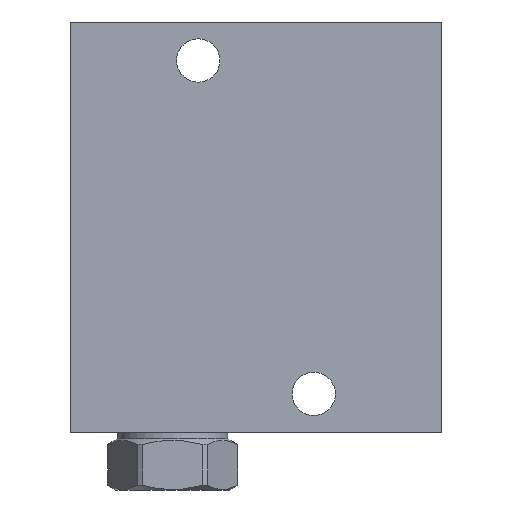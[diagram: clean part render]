
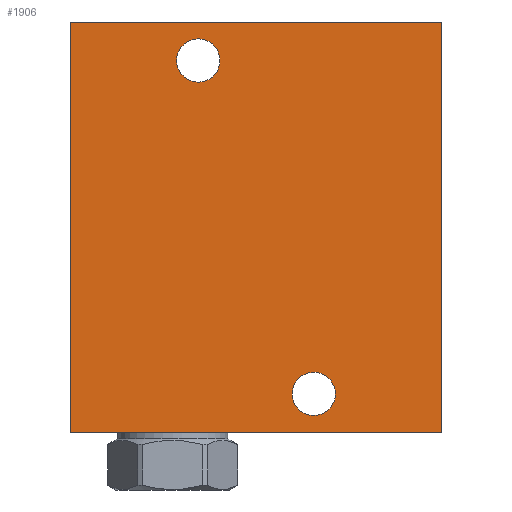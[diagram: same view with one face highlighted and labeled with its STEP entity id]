
A CAD part, front view. The second image highlights one B-rep face of the part: STEP entity #1906.
In plain terms, the highlighted planar face has unit normal (0, -1, 0).
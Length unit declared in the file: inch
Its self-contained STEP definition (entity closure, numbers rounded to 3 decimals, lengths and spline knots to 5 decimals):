
#5=DIRECTION('',(1.,0.,0.));
#6=VECTOR('',#5,3.625);
#7=CARTESIAN_POINT('',(0.,-1.5,0.));
#8=LINE('',#7,#6);
#75=DIRECTION('',(0.,0.,1.));
#76=VECTOR('',#75,4.);
#77=CARTESIAN_POINT('',(3.625,-1.5,0.));
#78=LINE('',#77,#76);
#99=DIRECTION('',(0.,0.,1.));
#100=VECTOR('',#99,4.);
#101=CARTESIAN_POINT('',(0.,-1.5,0.));
#102=LINE('',#101,#100);
#103=CARTESIAN_POINT('',(1.25,-1.5,3.625));
#104=DIRECTION('',(0.,-1.,0.));
#105=DIRECTION('',(-1.,0.,0.));
#106=AXIS2_PLACEMENT_3D('',#103,#104,#105);
#108=CARTESIAN_POINT('',(1.25,-1.5,3.625));
#109=DIRECTION('',(0.,-1.,0.));
#110=DIRECTION('',(1.,0.,0.));
#111=AXIS2_PLACEMENT_3D('',#108,#109,#110);
#113=CARTESIAN_POINT('',(2.375,-1.5,0.375));
#114=DIRECTION('',(0.,-1.,0.));
#115=DIRECTION('',(-1.,0.,0.));
#116=AXIS2_PLACEMENT_3D('',#113,#114,#115);
#118=CARTESIAN_POINT('',(2.375,-1.5,0.375));
#119=DIRECTION('',(0.,-1.,0.));
#120=DIRECTION('',(1.,0.,0.));
#121=AXIS2_PLACEMENT_3D('',#118,#119,#120);
#135=DIRECTION('',(1.,0.,0.));
#136=VECTOR('',#135,3.625);
#137=CARTESIAN_POINT('',(0.,-1.5,4.));
#138=LINE('',#137,#136);
#1565=CARTESIAN_POINT('',(0.,-1.5,0.));
#1567=VERTEX_POINT('',#1565);
#1568=CARTESIAN_POINT('',(3.625,-1.5,0.));
#1569=VERTEX_POINT('',#1568);
#1573=CARTESIAN_POINT('',(0.,-1.5,4.));
#1575=VERTEX_POINT('',#1573);
#1576=CARTESIAN_POINT('',(3.625,-1.5,4.));
#1577=VERTEX_POINT('',#1576);
#1679=CARTESIAN_POINT('',(1.039,-1.5,3.625));
#1680=CARTESIAN_POINT('',(1.461,-1.5,3.625));
#1681=VERTEX_POINT('',#1679);
#1682=VERTEX_POINT('',#1680);
#1687=CARTESIAN_POINT('',(2.164,-1.5,0.375));
#1688=CARTESIAN_POINT('',(2.586,-1.5,0.375));
#1689=VERTEX_POINT('',#1687);
#1690=VERTEX_POINT('',#1688);
#1882=CARTESIAN_POINT('',(0.,-1.5,0.));
#1883=DIRECTION('',(0.,-1.,0.));
#1884=DIRECTION('',(1.,0.,0.));
#1885=AXIS2_PLACEMENT_3D('',#1882,#1883,#1884);
#1886=PLANE('',#1885);
#1887=ORIENTED_EDGE('',*,*,#1788,.F.);
#1888=ORIENTED_EDGE('',*,*,#1813,.T.);
#1890=ORIENTED_EDGE('',*,*,#1889,.T.);
#1891=ORIENTED_EDGE('',*,*,#1862,.F.);
#1892=EDGE_LOOP('',(#1887,#1888,#1890,#1891));
#1893=FACE_OUTER_BOUND('',#1892,.F.);
#1895=ORIENTED_EDGE('',*,*,#1894,.T.);
#1897=ORIENTED_EDGE('',*,*,#1896,.T.);
#1898=EDGE_LOOP('',(#1895,#1897));
#1899=FACE_BOUND('',#1898,.F.);
#1901=ORIENTED_EDGE('',*,*,#1900,.T.);
#1903=ORIENTED_EDGE('',*,*,#1902,.T.);
#1904=EDGE_LOOP('',(#1901,#1903));
#1905=FACE_BOUND('',#1904,.F.);
#1906=ADVANCED_FACE('',(#1893,#1899,#1905),#1886,.T.);
#107=CIRCLE('',#106,0.211);
#112=CIRCLE('',#111,0.211);
#117=CIRCLE('',#116,0.211);
#122=CIRCLE('',#121,0.211);
#1788=EDGE_CURVE('',#1567,#1569,#8,.T.);
#1813=EDGE_CURVE('',#1567,#1575,#102,.T.);
#1862=EDGE_CURVE('',#1569,#1577,#78,.T.);
#1889=EDGE_CURVE('',#1575,#1577,#138,.T.);
#1894=EDGE_CURVE('',#1681,#1682,#107,.T.);
#1896=EDGE_CURVE('',#1682,#1681,#112,.T.);
#1900=EDGE_CURVE('',#1689,#1690,#117,.T.);
#1902=EDGE_CURVE('',#1690,#1689,#122,.T.);
